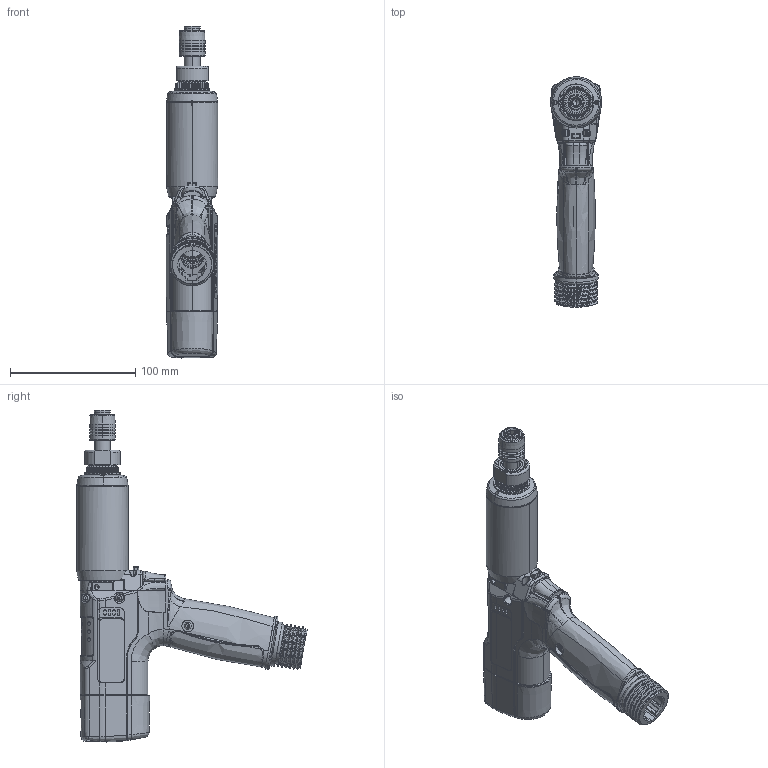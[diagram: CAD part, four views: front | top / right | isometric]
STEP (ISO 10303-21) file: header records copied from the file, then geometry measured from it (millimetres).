
FILE_DESCRIPTION((''),'2;1');
FILE_NAME('EB12PP-9','2017-06-08T',('DMG0713'),(''),'PRO/ENGINEER BY PARAMETRIC TECHNOLOGY CORPORATION, 2010430','PRO/ENGINEER BY PARAMETRIC TECHNOLOGY CORPORATION, 2010430','');
FILE_SCHEMA(('CONFIG_CONTROL_DESIGN'));
Length unit declared in the file: inch
Products named in the file (1): EB12PP-9
Bounding box: 41.02 x 183.5 x 264.59 mm (x, y, z)
Surface area: 163550.1 mm2 (no closed solid volume)
Topology: 0 solids, 80 shells, 3489 faces, 11057 edges, 7382 vertices
Faces by surface type: plane 1350, cylinder 987, bspline 675, cone 205, torus 136, sphere 91, extrusion 45
Entity records: 171099 total; most frequent: CARTESIAN_POINT 83695, ORIENTED_EDGE 19501, DIRECTION 14806, EDGE_CURVE 11043, VERTEX_POINT 7382, AXIS2_PLACEMENT_3D 4992, VECTOR 4822, LINE 4777
